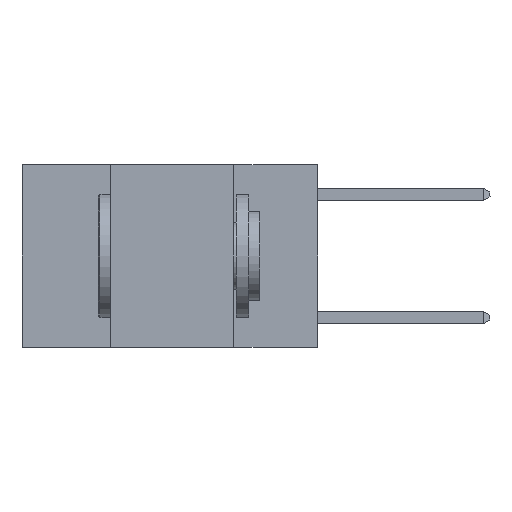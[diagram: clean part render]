
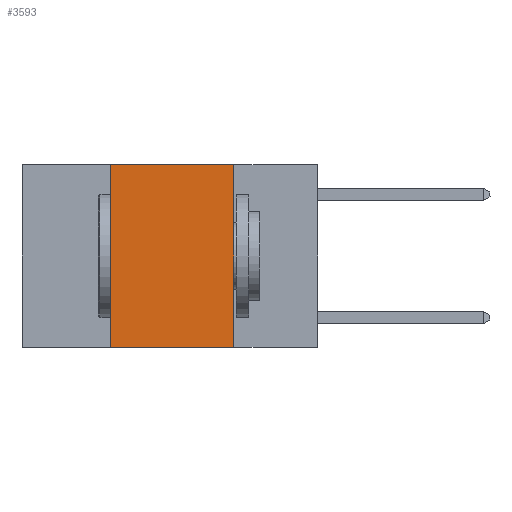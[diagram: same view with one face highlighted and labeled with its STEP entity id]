
A CAD part, left-side view. The second image highlights one B-rep face of the part: STEP entity #3593.
In plain terms, the highlighted planar face has unit normal (-1, 0, 0).
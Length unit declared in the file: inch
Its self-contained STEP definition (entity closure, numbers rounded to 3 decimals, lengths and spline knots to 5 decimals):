
#321 = CARTESIAN_POINT ( 'NONE',  ( 0., 0.17, 0. ) ) ;
#339 = VERTEX_POINT ( 'NONE', #3095 ) ;
#561 = VERTEX_POINT ( 'NONE', #8421 ) ;
#619 = CARTESIAN_POINT ( 'NONE',  ( 0., 0.6, 0. ) ) ;
#865 = EDGE_CURVE ( 'NONE', #339, #6817, #1398, .T. ) ;
#1398 = LINE ( 'NONE', #3815, #5619 ) ;
#1417 = LINE ( 'NONE', #8511, #5890 ) ;
#1862 = VECTOR ( 'NONE', #10466, 39.37008 ) ;
#2495 = DIRECTION ( 'NONE',  ( 1., 0., 0. ) ) ;
#3095 = CARTESIAN_POINT ( 'NONE',  ( 0., 0.42, 0. ) ) ;
#3438 = DIRECTION ( 'NONE',  ( 0., 0., 1. ) ) ;
#3593 = ADVANCED_FACE ( 'NONE', ( #4334 ), #6782, .F. ) ;
#3815 = CARTESIAN_POINT ( 'NONE',  ( 0., 0.6, 0. ) ) ;
#4334 = FACE_OUTER_BOUND ( 'NONE', #5317, .T. ) ;
#5317 = EDGE_LOOP ( 'NONE', ( #6270, #8231, #9452, #6939 ) ) ;
#5408 = CARTESIAN_POINT ( 'NONE',  ( 0., 0.6, -0.37 ) ) ;
#5619 = VECTOR ( 'NONE', #6950, 39.37008 ) ;
#5890 = VECTOR ( 'NONE', #3438, 39.37008 ) ;
#6270 = ORIENTED_EDGE ( 'NONE', *, *, #10065, .F. ) ;
#6542 = LINE ( 'NONE', #9632, #1862 ) ;
#6674 = VERTEX_POINT ( 'NONE', #7274 ) ;
#6782 = PLANE ( 'NONE',  #10539 ) ;
#6817 = VERTEX_POINT ( 'NONE', #321 ) ;
#6939 = ORIENTED_EDGE ( 'NONE', *, *, #9146, .T. ) ;
#6950 = DIRECTION ( 'NONE',  ( 0., -1., 0. ) ) ;
#7274 = CARTESIAN_POINT ( 'NONE',  ( 0., 0.42, -0.37 ) ) ;
#7926 = DIRECTION ( 'NONE',  ( 0., -1., 0. ) ) ;
#8231 = ORIENTED_EDGE ( 'NONE', *, *, #865, .F. ) ;
#8421 = CARTESIAN_POINT ( 'NONE',  ( 0., 0.17, -0.37 ) ) ;
#8501 = DIRECTION ( 'NONE',  ( 0., 0., -1. ) ) ;
#8511 = CARTESIAN_POINT ( 'NONE',  ( 0., 0.42, 0. ) ) ;
#9146 = EDGE_CURVE ( 'NONE', #6674, #561, #9594, .T. ) ;
#9351 = VECTOR ( 'NONE', #7926, 39.37008 ) ;
#9452 = ORIENTED_EDGE ( 'NONE', *, *, #10264, .F. ) ;
#9594 = LINE ( 'NONE', #5408, #9351 ) ;
#9632 = CARTESIAN_POINT ( 'NONE',  ( 0., 0.17, 0. ) ) ;
#10065 = EDGE_CURVE ( 'NONE', #6817, #561, #6542, .T. ) ;
#10264 = EDGE_CURVE ( 'NONE', #6674, #339, #1417, .T. ) ;
#10466 = DIRECTION ( 'NONE',  ( 0., 0., -1. ) ) ;
#10539 = AXIS2_PLACEMENT_3D ( 'NONE', #619, #2495, #8501 ) ;
